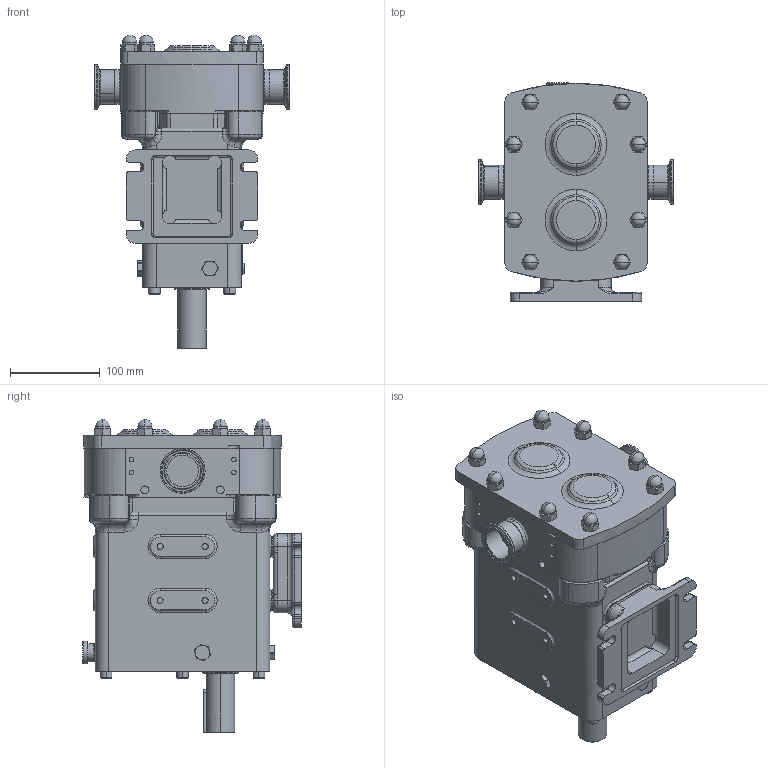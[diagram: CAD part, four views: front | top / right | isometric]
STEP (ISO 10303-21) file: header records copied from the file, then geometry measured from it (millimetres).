
FILE_DESCRIPTION (( 'STEP AP214' ), '1' );
FILE_NAME ('GA4340.STEP', '2024-11-06T21:40:45', ( '' ), ( '' ), 'SwSTEP 2.0', 'SolidWorks 2023', '' );
FILE_SCHEMA (( 'AUTOMOTIVE_DESIGN' ));
Length unit declared in the file: millimetre
Products named in the file (3): Copy of R0200 RLP H BSD^GA4340; Copy of RA94-5121-22M^GA4340; GA4340
Assembly tree (3 placements, depth 2):
  GA4340
    Copy of R0200 RLP H BSD^GA4340
    Copy of RA94-5121-22M^GA4340  x2
Bounding box: 216 x 243 x 348.7 mm (x, y, z)
Volume: 6641717.3 mm3; surface area: 373099.3 mm2
Topology: 3 solids, 13 shells, 1007 faces, 2389 edges, 1422 vertices
Faces by surface type: cylinder 320, plane 316, cone 157, torus 136, bspline 54, sphere 24
Entity records: 31045 total; most frequent: CARTESIAN_POINT 8645, DIRECTION 4917, ORIENTED_EDGE 4538, EDGE_CURVE 2269, AXIS2_PLACEMENT_3D 2016, VERTEX_POINT 1378, CIRCLE 1082, EDGE_LOOP 1061
